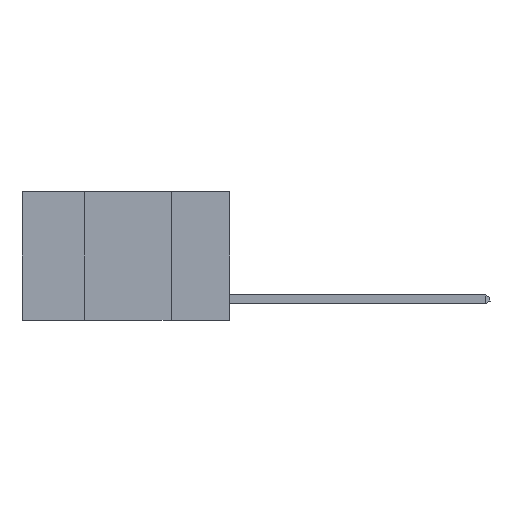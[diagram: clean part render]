
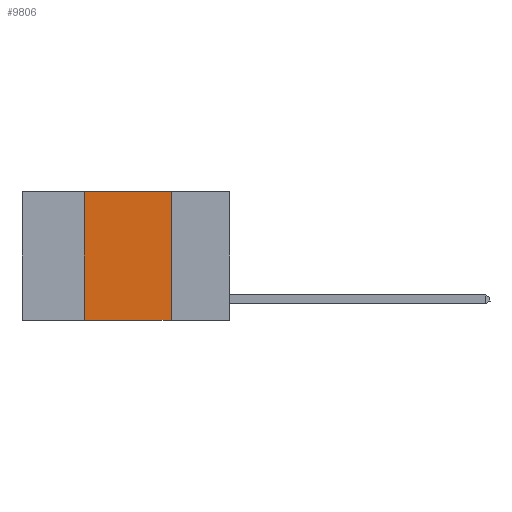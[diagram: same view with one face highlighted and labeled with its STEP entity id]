
A CAD part, left-side view. The second image highlights one B-rep face of the part: STEP entity #9806.
In plain terms, the highlighted planar face has unit normal (-1, 0, 0).
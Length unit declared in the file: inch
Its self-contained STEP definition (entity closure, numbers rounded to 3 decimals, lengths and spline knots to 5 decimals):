
#47 = LINE ( 'NONE', #18917, #12180 ) ;
#907 = DIRECTION ( 'NONE',  ( 0., 0., -1. ) ) ;
#2517 = ORIENTED_EDGE ( 'NONE', *, *, #5775, .F. ) ;
#2535 = LINE ( 'NONE', #5884, #20868 ) ;
#2914 = DIRECTION ( 'NONE',  ( 0., 0., -1. ) ) ;
#3030 = CARTESIAN_POINT ( 'NONE',  ( 0., 0.42, 0. ) ) ;
#3372 = FACE_OUTER_BOUND ( 'NONE', #6553, .T. ) ;
#4587 = DIRECTION ( 'NONE',  ( 1., 0., 0. ) ) ;
#4681 = ORIENTED_EDGE ( 'NONE', *, *, #5635, .F. ) ;
#5635 = EDGE_CURVE ( 'NONE', #10947, #18642, #21126, .T. ) ;
#5775 = EDGE_CURVE ( 'NONE', #8474, #8051, #9596, .T. ) ;
#5884 = CARTESIAN_POINT ( 'NONE',  ( 0., 0.6, -0.37 ) ) ;
#6387 = EDGE_CURVE ( 'NONE', #8051, #10947, #47, .T. ) ;
#6553 = EDGE_LOOP ( 'NONE', ( #4681, #10303, #2517, #18895 ) ) ;
#6852 = DIRECTION ( 'NONE',  ( 0., -1., 0. ) ) ;
#7482 = CARTESIAN_POINT ( 'NONE',  ( 0., 0.17, 0. ) ) ;
#8051 = VERTEX_POINT ( 'NONE', #21802 ) ;
#8474 = VERTEX_POINT ( 'NONE', #20331 ) ;
#9596 = LINE ( 'NONE', #3030, #15373 ) ;
#9704 = CARTESIAN_POINT ( 'NONE',  ( 0., 0.6, 0. ) ) ;
#9806 = ADVANCED_FACE ( 'NONE', ( #3372 ), #10160, .F. ) ;
#10160 = PLANE ( 'NONE',  #18344 ) ;
#10303 = ORIENTED_EDGE ( 'NONE', *, *, #6387, .F. ) ;
#10714 = VECTOR ( 'NONE', #907, 39.37008 ) ;
#10947 = VERTEX_POINT ( 'NONE', #14671 ) ;
#12180 = VECTOR ( 'NONE', #6852, 39.37008 ) ;
#14671 = CARTESIAN_POINT ( 'NONE',  ( 0., 0.17, 0. ) ) ;
#15067 = DIRECTION ( 'NONE',  ( 0., 0., 1. ) ) ;
#15373 = VECTOR ( 'NONE', #15067, 39.37008 ) ;
#18344 = AXIS2_PLACEMENT_3D ( 'NONE', #9704, #4587, #2914 ) ;
#18642 = VERTEX_POINT ( 'NONE', #18937 ) ;
#18895 = ORIENTED_EDGE ( 'NONE', *, *, #19625, .T. ) ;
#18917 = CARTESIAN_POINT ( 'NONE',  ( 0., 0.6, 0. ) ) ;
#18937 = CARTESIAN_POINT ( 'NONE',  ( 0., 0.17, -0.37 ) ) ;
#19625 = EDGE_CURVE ( 'NONE', #8474, #18642, #2535, .T. ) ;
#20331 = CARTESIAN_POINT ( 'NONE',  ( 0., 0.42, -0.37 ) ) ;
#20868 = VECTOR ( 'NONE', #21088, 39.37008 ) ;
#21088 = DIRECTION ( 'NONE',  ( 0., -1., 0. ) ) ;
#21126 = LINE ( 'NONE', #7482, #10714 ) ;
#21802 = CARTESIAN_POINT ( 'NONE',  ( 0., 0.42, 0. ) ) ;
